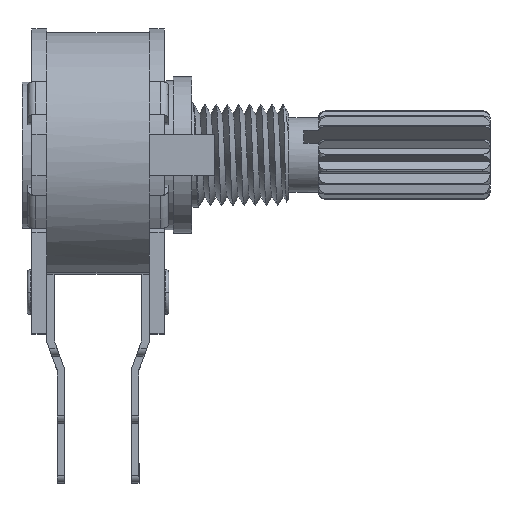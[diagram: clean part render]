
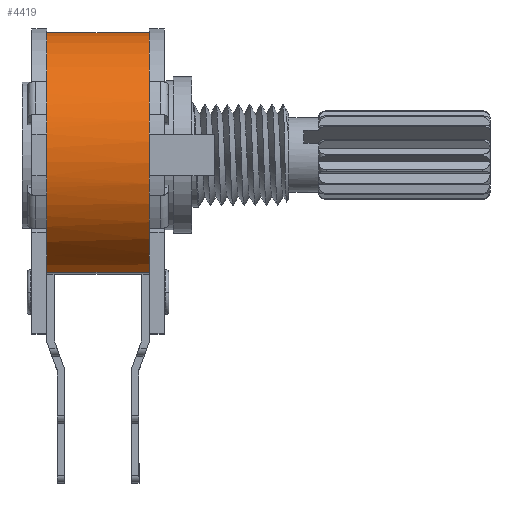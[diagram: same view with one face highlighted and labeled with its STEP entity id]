
A CAD part, top view. The second image highlights one B-rep face of the part: STEP entity #4419.
In plain terms, the highlighted cylindrical face has radius 8.25 mm (diameter 16.5 mm), a partial arc.
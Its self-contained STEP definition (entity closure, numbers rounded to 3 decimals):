
#168 = VERTEX_POINT ( 'NONE', #9051 ) ;
#183 = CIRCLE ( 'NONE', #2414, 8.25 ) ;
#231 = ORIENTED_EDGE ( 'NONE', *, *, #7306, .F. ) ;
#332 = DIRECTION ( 'NONE',  ( -1., 0., 0. ) ) ;
#704 = VERTEX_POINT ( 'NONE', #3419 ) ;
#1053 = ORIENTED_EDGE ( 'NONE', *, *, #8308, .F. ) ;
#1068 = ORIENTED_EDGE ( 'NONE', *, *, #16757, .F. ) ;
#1075 = CARTESIAN_POINT ( 'NONE',  ( -7.1, -7.878, 2.449 ) ) ;
#1165 = DIRECTION ( 'NONE',  ( 0., 0., 1. ) ) ;
#1292 = CARTESIAN_POINT ( 'NONE',  ( -14., 0., 0. ) ) ;
#1453 = EDGE_CURVE ( 'NONE', #3748, #5376, #7926, .T. ) ;
#1632 = CYLINDRICAL_SURFACE ( 'NONE', #7522, 8.25 ) ;
#1795 = VERTEX_POINT ( 'NONE', #5871 ) ;
#1983 = CIRCLE ( 'NONE', #13101, 8.25 ) ;
#2003 = CIRCLE ( 'NONE', #13679, 8.25 ) ;
#2080 = AXIS2_PLACEMENT_3D ( 'NONE', #1292, #17131, #16952 ) ;
#2162 = EDGE_CURVE ( 'NONE', #13475, #4748, #15148, .T. ) ;
#2396 = CARTESIAN_POINT ( 'NONE',  ( -14., 0., 0. ) ) ;
#2414 = AXIS2_PLACEMENT_3D ( 'NONE', #2396, #13096, #1165 ) ;
#2544 = CIRCLE ( 'NONE', #13377, 8.25 ) ;
#2689 = EDGE_LOOP ( 'NONE', ( #1053, #2703, #9086, #14792, #3770, #13997, #231, #4518, #16548, #1068, #14225, #14708, #6159, #13908 ) ) ;
#2703 = ORIENTED_EDGE ( 'NONE', *, *, #16788, .F. ) ;
#2768 = CIRCLE ( 'NONE', #7811, 8.25 ) ;
#2834 = VERTEX_POINT ( 'NONE', #3805 ) ;
#2903 = DIRECTION ( 'NONE',  ( 0., 1., 0. ) ) ;
#3028 = DIRECTION ( 'NONE',  ( 0., -1., 0. ) ) ;
#3271 = CARTESIAN_POINT ( 'NONE',  ( -14., 2.588, 7.833 ) ) ;
#3419 = CARTESIAN_POINT ( 'NONE',  ( -14., -2.588, 7.833 ) ) ;
#3600 = DIRECTION ( 'NONE',  ( -1., 0., 0. ) ) ;
#3748 = VERTEX_POINT ( 'NONE', #11621 ) ;
#3770 = ORIENTED_EDGE ( 'NONE', *, *, #1453, .F. ) ;
#3805 = CARTESIAN_POINT ( 'NONE',  ( -14., 1.4, 8.13 ) ) ;
#3978 = EDGE_CURVE ( 'NONE', #5373, #1795, #9617, .T. ) ;
#4322 = CARTESIAN_POINT ( 'NONE',  ( -14., 0., 0. ) ) ;
#4330 = DIRECTION ( 'NONE',  ( 0., 1., 0. ) ) ;
#4419 = ADVANCED_FACE ( 'NONE', ( #13564 ), #1632, .T. ) ;
#4518 = ORIENTED_EDGE ( 'NONE', *, *, #13364, .F. ) ;
#4529 = DIRECTION ( 'NONE',  ( -1., 0., 0. ) ) ;
#4598 = DIRECTION ( 'NONE',  ( 0., 1., 0. ) ) ;
#4635 = VECTOR ( 'NONE', #3600, 1000. ) ;
#4748 = VERTEX_POINT ( 'NONE', #16509 ) ;
#4818 = CARTESIAN_POINT ( 'NONE',  ( -14., 2.588, -7.833 ) ) ;
#4900 = CARTESIAN_POINT ( 'NONE',  ( -14., 0., 0. ) ) ;
#5005 = DIRECTION ( 'NONE',  ( -1., 0., 0. ) ) ;
#5373 = VERTEX_POINT ( 'NONE', #16331 ) ;
#5376 = VERTEX_POINT ( 'NONE', #9826 ) ;
#5663 = CARTESIAN_POINT ( 'NONE',  ( -7.1, 0., 0. ) ) ;
#5871 = CARTESIAN_POINT ( 'NONE',  ( -14., 4.816, -6.698 ) ) ;
#5953 = CIRCLE ( 'NONE', #11236, 8.25 ) ;
#6104 = CARTESIAN_POINT ( 'NONE',  ( -7.1, 0., 0. ) ) ;
#6159 = ORIENTED_EDGE ( 'NONE', *, *, #16969, .F. ) ;
#6356 = CARTESIAN_POINT ( 'NONE',  ( -14., -7.878, 2.449 ) ) ;
#6466 = DIRECTION ( 'NONE',  ( 0., 1., 0. ) ) ;
#6711 = VERTEX_POINT ( 'NONE', #3271 ) ;
#6759 = AXIS2_PLACEMENT_3D ( 'NONE', #7214, #16233, #11028 ) ;
#7214 = CARTESIAN_POINT ( 'NONE',  ( -14., 0., 0. ) ) ;
#7234 = DIRECTION ( 'NONE',  ( -1., 0., 0. ) ) ;
#7306 = EDGE_CURVE ( 'NONE', #12958, #11496, #2003, .T. ) ;
#7515 = DIRECTION ( 'NONE',  ( 0., 0., 1. ) ) ;
#7522 = AXIS2_PLACEMENT_3D ( 'NONE', #5663, #14960, #3028 ) ;
#7660 = CARTESIAN_POINT ( 'NONE',  ( -7.1, -7.878, 2.449 ) ) ;
#7811 = AXIS2_PLACEMENT_3D ( 'NONE', #4900, #10222, #6466 ) ;
#7926 = CIRCLE ( 'NONE', #12347, 8.25 ) ;
#8308 = EDGE_CURVE ( 'NONE', #8433, #168, #5953, .T. ) ;
#8433 = VERTEX_POINT ( 'NONE', #6356 ) ;
#8885 = LINE ( 'NONE', #1075, #10626 ) ;
#8887 = AXIS2_PLACEMENT_3D ( 'NONE', #4322, #7234, #15209 ) ;
#9043 = DIRECTION ( 'NONE',  ( -1., 0., 0. ) ) ;
#9051 = CARTESIAN_POINT ( 'NONE',  ( -14., -4.816, 6.698 ) ) ;
#9086 = ORIENTED_EDGE ( 'NONE', *, *, #2162, .T. ) ;
#9251 = EDGE_CURVE ( 'NONE', #2834, #6711, #2768, .T. ) ;
#9523 = CIRCLE ( 'NONE', #6759, 8.25 ) ;
#9535 = CARTESIAN_POINT ( 'NONE',  ( -14., 0., 0. ) ) ;
#9617 = CIRCLE ( 'NONE', #15983, 8.25 ) ;
#9738 = EDGE_CURVE ( 'NONE', #10695, #2834, #15695, .T. ) ;
#9826 = CARTESIAN_POINT ( 'NONE',  ( -14., -7.878, -2.449 ) ) ;
#10222 = DIRECTION ( 'NONE',  ( -1., 0., 0. ) ) ;
#10468 = CARTESIAN_POINT ( 'NONE',  ( -14., 0., 0. ) ) ;
#10509 = CARTESIAN_POINT ( 'NONE',  ( -14., 0., 0. ) ) ;
#10626 = VECTOR ( 'NONE', #5005, 1000. ) ;
#10695 = VERTEX_POINT ( 'NONE', #13115 ) ;
#10996 = DIRECTION ( 'NONE',  ( 0., 0., 1. ) ) ;
#11028 = DIRECTION ( 'NONE',  ( 0., 0., 1. ) ) ;
#11226 = EDGE_CURVE ( 'NONE', #168, #704, #183, .T. ) ;
#11236 = AXIS2_PLACEMENT_3D ( 'NONE', #16455, #4529, #10996 ) ;
#11488 = AXIS2_PLACEMENT_3D ( 'NONE', #6104, #12634, #7515 ) ;
#11496 = VERTEX_POINT ( 'NONE', #15193 ) ;
#11621 = CARTESIAN_POINT ( 'NONE',  ( -14., -4.816, -6.698 ) ) ;
#12313 = EDGE_CURVE ( 'NONE', #4748, #5376, #13874, .T. ) ;
#12347 = AXIS2_PLACEMENT_3D ( 'NONE', #16913, #12361, #4598 ) ;
#12361 = DIRECTION ( 'NONE',  ( -1., 0., 0. ) ) ;
#12634 = DIRECTION ( 'NONE',  ( -1., 0., 0. ) ) ;
#12958 = VERTEX_POINT ( 'NONE', #4818 ) ;
#13009 = CIRCLE ( 'NONE', #8887, 8.25 ) ;
#13096 = DIRECTION ( 'NONE',  ( -1., 0., 0. ) ) ;
#13101 = AXIS2_PLACEMENT_3D ( 'NONE', #16841, #9043, #14143 ) ;
#13115 = CARTESIAN_POINT ( 'NONE',  ( -14., -1.4, 8.13 ) ) ;
#13349 = DIRECTION ( 'NONE',  ( 0., 1., 0. ) ) ;
#13364 = EDGE_CURVE ( 'NONE', #1795, #12958, #13009, .T. ) ;
#13377 = AXIS2_PLACEMENT_3D ( 'NONE', #10509, #13446, #13349 ) ;
#13434 = DIRECTION ( 'NONE',  ( -1., 0., 0. ) ) ;
#13446 = DIRECTION ( 'NONE',  ( -1., 0., 0. ) ) ;
#13475 = VERTEX_POINT ( 'NONE', #7660 ) ;
#13564 = FACE_OUTER_BOUND ( 'NONE', #2689, .T. ) ;
#13679 = AXIS2_PLACEMENT_3D ( 'NONE', #10468, #332, #4330 ) ;
#13874 = LINE ( 'NONE', #16827, #4635 ) ;
#13908 = ORIENTED_EDGE ( 'NONE', *, *, #11226, .F. ) ;
#13997 = ORIENTED_EDGE ( 'NONE', *, *, #17188, .F. ) ;
#14143 = DIRECTION ( 'NONE',  ( 0., 0., 1. ) ) ;
#14225 = ORIENTED_EDGE ( 'NONE', *, *, #9251, .F. ) ;
#14708 = ORIENTED_EDGE ( 'NONE', *, *, #9738, .F. ) ;
#14792 = ORIENTED_EDGE ( 'NONE', *, *, #12313, .T. ) ;
#14960 = DIRECTION ( 'NONE',  ( -1., 0., 0. ) ) ;
#15148 = CIRCLE ( 'NONE', #11488, 8.25 ) ;
#15193 = CARTESIAN_POINT ( 'NONE',  ( -14., -2.588, -7.833 ) ) ;
#15209 = DIRECTION ( 'NONE',  ( 0., 0., 1. ) ) ;
#15695 = CIRCLE ( 'NONE', #2080, 8.25 ) ;
#15983 = AXIS2_PLACEMENT_3D ( 'NONE', #9535, #13434, #2903 ) ;
#16233 = DIRECTION ( 'NONE',  ( -1., 0., 0. ) ) ;
#16331 = CARTESIAN_POINT ( 'NONE',  ( -14., 4.816, 6.698 ) ) ;
#16455 = CARTESIAN_POINT ( 'NONE',  ( -14., 0., 0. ) ) ;
#16509 = CARTESIAN_POINT ( 'NONE',  ( -7.1, -7.878, -2.449 ) ) ;
#16548 = ORIENTED_EDGE ( 'NONE', *, *, #3978, .F. ) ;
#16757 = EDGE_CURVE ( 'NONE', #6711, #5373, #1983, .T. ) ;
#16788 = EDGE_CURVE ( 'NONE', #13475, #8433, #8885, .T. ) ;
#16827 = CARTESIAN_POINT ( 'NONE',  ( -7.1, -7.878, -2.449 ) ) ;
#16841 = CARTESIAN_POINT ( 'NONE',  ( -14., 0., 0. ) ) ;
#16913 = CARTESIAN_POINT ( 'NONE',  ( -14., 0., 0. ) ) ;
#16952 = DIRECTION ( 'NONE',  ( 0., 0., 1. ) ) ;
#16969 = EDGE_CURVE ( 'NONE', #704, #10695, #2544, .T. ) ;
#17131 = DIRECTION ( 'NONE',  ( -1., 0., 0. ) ) ;
#17188 = EDGE_CURVE ( 'NONE', #11496, #3748, #9523, .T. ) ;
